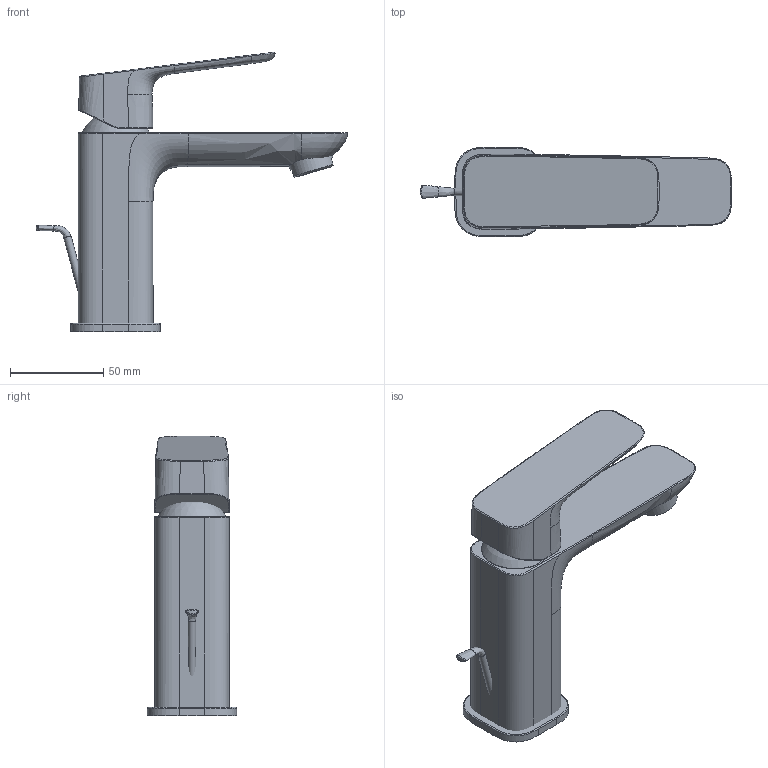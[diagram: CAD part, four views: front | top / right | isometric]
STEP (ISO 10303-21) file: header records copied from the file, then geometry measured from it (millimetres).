
FILE_DESCRIPTION(/* description */ ('Unknown'),/* implementation_level */ '2;1');
FILE_NAME(/* name */ '1016940000',/* time_stamp */ '2024-01-16T10:21:16+01:00',/* author */ ('Unknown'),/* organization */ ('GROHE AG'),/* preprocessor_version */ 'ST-DEVELOPER v16.7',/* originating_system */ 'DEX',/* authorisation */ $);
FILE_SCHEMA (('AUTOMOTIVE_DESIGN {1 0 10303 214 3 1 1}'));
Products named in the file (8): 1016940000; 1016940000_EHM_WT-_OHM_BASIN_02215999_oa_0; 418675038_GEH_EHM_WT_OHM_BASIN_02206039; 418708038_HEBEL_EHM-_OHM_LEVER_100340567; A4222472_KAPPE_01014436; 418676038_ROSETTE_ROSETTE_100328681_oa_1; 418103040_MOUSSEUR_MOUSSEUR_100314672; 65936PD6_STANGE_ZUG_LIFT_ROD_100231522_oa_2
Assembly tree (7 placements, depth 3):
  1016940000
    1016940000_EHM_WT-_OHM_BASIN_02215999_oa_0
      418675038_GEH_EHM_WT_OHM_BASIN_02206039
      418708038_HEBEL_EHM-_OHM_LEVER_100340567
      A4222472_KAPPE_01014436
      418676038_ROSETTE_ROSETTE_100328681_oa_1
      418103040_MOUSSEUR_MOUSSEUR_100314672
      65936PD6_STANGE_ZUG_LIFT_ROD_100231522_oa_2
Bounding box: 166.44 x 48 x 149.49 mm (x, y, z)
Volume: 281067.2 mm3; surface area: 52828.4 mm2
Topology: 6 solids, 14 shells, 1062 faces, 2974 edges, 1980 vertices
Faces by surface type: plane 524, cylinder 262, cone 151, bspline 84, torus 40, sphere 1
Full cylindrical faces by diameter (mm): 4 x1, 17.5 x1, 17.65 x1, 17.8 x1, 18.7 x1, 19.87 x1, 19.97 x1, 20.15 x1, 20.88 x1, 21.175 x1, 21.45 x1, 22.45 x2, 23.6 x1, 23.87 x1, 29.5 x1, 34.8 x1, 36.9 x2
Entity records: 47079 total; most frequent: CARTESIAN_POINT 21563, ORIENTED_EDGE 5740, DIRECTION 4500, EDGE_CURVE 2870, VERTEX_POINT 1940, AXIS2_PLACEMENT_3D 1576, LINE 1348, VECTOR 1348
